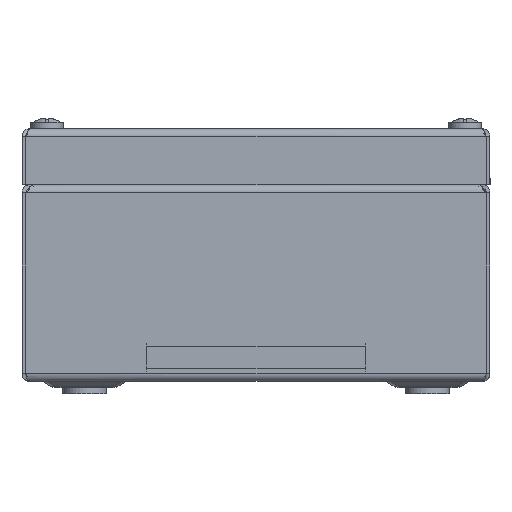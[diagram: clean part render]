
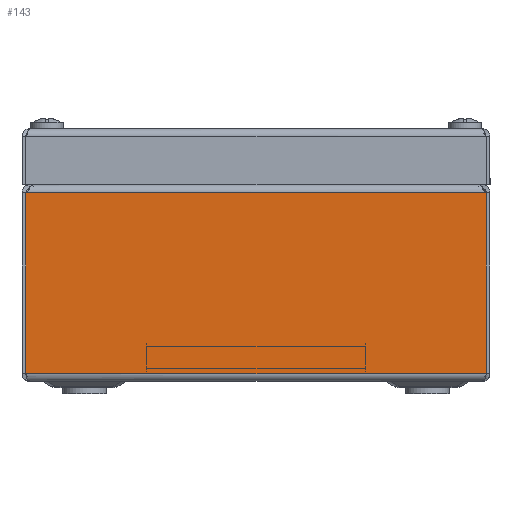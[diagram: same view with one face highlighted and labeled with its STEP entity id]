
A CAD part, left-side view. The second image highlights one B-rep face of the part: STEP entity #143.
In plain terms, the highlighted planar face has unit normal (-1, 0, 0).
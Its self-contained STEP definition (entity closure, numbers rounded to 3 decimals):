
#143 = ADVANCED_FACE ( 'NONE', ( #11812 ), #9590, .F. ) ;
#733 = VECTOR ( 'NONE', #11948, 1000. ) ;
#824 = LINE ( 'NONE', #12022, #733 ) ;
#906 = VERTEX_POINT ( 'NONE', #6126 ) ;
#1170 = DIRECTION ( 'NONE',  ( 0., 0., -1. ) ) ;
#1551 = CARTESIAN_POINT ( 'NONE',  ( -200., -2075., 63. ) ) ;
#1654 = DIRECTION ( 'NONE',  ( 1., 0., 0. ) ) ;
#1903 = CARTESIAN_POINT ( 'NONE',  ( -200., -73.743, 63. ) ) ;
#2085 = ORIENTED_EDGE ( 'NONE', *, *, #6725, .F. ) ;
#2158 = ORIENTED_EDGE ( 'NONE', *, *, #10456, .F. ) ;
#4492 = VERTEX_POINT ( 'NONE', #8834 ) ;
#4515 = ORIENTED_EDGE ( 'NONE', *, *, #7370, .F. ) ;
#4553 = VERTEX_POINT ( 'NONE', #7586 ) ;
#6126 = CARTESIAN_POINT ( 'NONE',  ( -200., 73.743, 2.5 ) ) ;
#6309 = EDGE_CURVE ( 'NONE', #4553, #7789, #824, .T. ) ;
#6409 = EDGE_LOOP ( 'NONE', ( #7545, #4515, #2158, #2085 ) ) ;
#6725 = EDGE_CURVE ( 'NONE', #4553, #4492, #13765, .T. ) ;
#7370 = EDGE_CURVE ( 'NONE', #906, #7789, #12095, .T. ) ;
#7545 = ORIENTED_EDGE ( 'NONE', *, *, #6309, .T. ) ;
#7586 = CARTESIAN_POINT ( 'NONE',  ( -200., -73.743, 60.5 ) ) ;
#7789 = VERTEX_POINT ( 'NONE', #10308 ) ;
#8834 = CARTESIAN_POINT ( 'NONE',  ( -200., -73.743, 2.5 ) ) ;
#9577 = DIRECTION ( 'NONE',  ( 0., 0., 1. ) ) ;
#9590 = PLANE ( 'NONE',  #14053 ) ;
#9743 = VECTOR ( 'NONE', #10003, 1000. ) ;
#9762 = LINE ( 'NONE', #10569, #9743 ) ;
#10003 = DIRECTION ( 'NONE',  ( 0., 1., 0. ) ) ;
#10308 = CARTESIAN_POINT ( 'NONE',  ( -200., 73.743, 60.5 ) ) ;
#10406 = VECTOR ( 'NONE', #1170, 1000. ) ;
#10456 = EDGE_CURVE ( 'NONE', #4492, #906, #9762, .T. ) ;
#10569 = CARTESIAN_POINT ( 'NONE',  ( -200., -2075., 2.5 ) ) ;
#11812 = FACE_OUTER_BOUND ( 'NONE', #6409, .T. ) ;
#11948 = DIRECTION ( 'NONE',  ( 0., 1., 0. ) ) ;
#11949 = VECTOR ( 'NONE', #12913, 1000. ) ;
#12022 = CARTESIAN_POINT ( 'NONE',  ( -200., -73.743, 60.5 ) ) ;
#12095 = LINE ( 'NONE', #12856, #11949 ) ;
#12856 = CARTESIAN_POINT ( 'NONE',  ( -200., 73.743, 63. ) ) ;
#12913 = DIRECTION ( 'NONE',  ( 0., 0., 1. ) ) ;
#13765 = LINE ( 'NONE', #1903, #10406 ) ;
#14053 = AXIS2_PLACEMENT_3D ( 'NONE', #1551, #1654, #9577 ) ;
